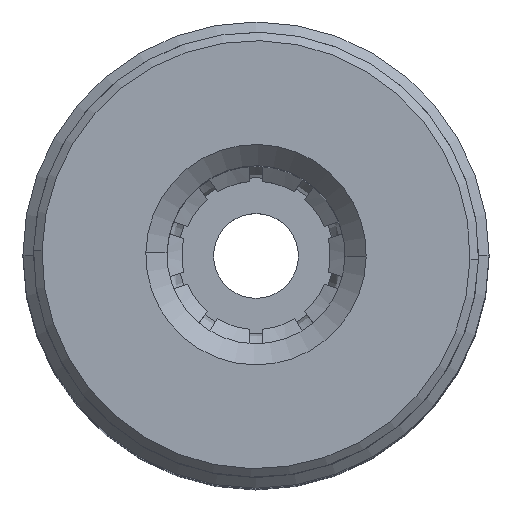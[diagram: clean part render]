
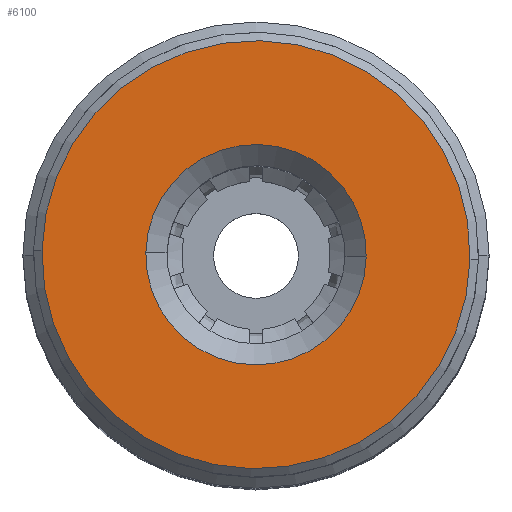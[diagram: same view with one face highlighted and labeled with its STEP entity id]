
A CAD part, top view. The second image highlights one B-rep face of the part: STEP entity #6100.
In plain terms, the highlighted planar face has unit normal (0, 0, 1).
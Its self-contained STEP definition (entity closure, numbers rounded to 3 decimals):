
#585 = CARTESIAN_POINT ( 'NONE',  ( 5.177, 6.68, 16.324 ) ) ;
#628 = CIRCLE ( 'NONE', #12488, 5.05 ) ;
#1315 = CARTESIAN_POINT ( 'NONE',  ( 5.177, 6.68, 16.324 ) ) ;
#1909 = AXIS2_PLACEMENT_3D ( 'NONE', #1315, #16197, #3429 ) ;
#2709 = DIRECTION ( 'NONE',  ( -1., 0.021, 0. ) ) ;
#3347 = PLANE ( 'NONE',  #1909 ) ;
#3429 = DIRECTION ( 'NONE',  ( -1., 0.021, 0. ) ) ;
#3805 = CARTESIAN_POINT ( 'NONE',  ( 2.577, 6.734, 16.324 ) ) ;
#3853 = ORIENTED_EDGE ( 'NONE', *, *, #12245, .T. ) ;
#4576 = VERTEX_POINT ( 'NONE', #10575 ) ;
#5681 = EDGE_CURVE ( 'NONE', #6247, #4576, #17747, .T. ) ;
#5715 = CARTESIAN_POINT ( 'NONE',  ( 5.177, 6.68, 16.324 ) ) ;
#6100 = ADVANCED_FACE ( 'NONE', ( #23981, #12088 ), #3347, .T. ) ;
#6247 = VERTEX_POINT ( 'NONE', #3805 ) ;
#6518 = CARTESIAN_POINT ( 'NONE',  ( 0.128, 6.786, 16.324 ) ) ;
#7239 = ORIENTED_EDGE ( 'NONE', *, *, #5681, .T. ) ;
#7782 = AXIS2_PLACEMENT_3D ( 'NONE', #8321, #23159, #10447 ) ;
#7865 = DIRECTION ( 'NONE',  ( -1., 0.021, 0. ) ) ;
#8321 = CARTESIAN_POINT ( 'NONE',  ( 5.177, 6.68, 16.324 ) ) ;
#10010 = VERTEX_POINT ( 'NONE', #12294 ) ;
#10447 = DIRECTION ( 'NONE',  ( -1., 0.021, 0. ) ) ;
#10575 = CARTESIAN_POINT ( 'NONE',  ( 7.776, 6.626, 16.324 ) ) ;
#10576 = ORIENTED_EDGE ( 'NONE', *, *, #18847, .T. ) ;
#11431 = EDGE_CURVE ( 'NONE', #10010, #18087, #19723, .T. ) ;
#11802 = CARTESIAN_POINT ( 'NONE',  ( 5.177, 6.68, 16.324 ) ) ;
#12088 = FACE_OUTER_BOUND ( 'NONE', #23475, .T. ) ;
#12245 = EDGE_CURVE ( 'NONE', #18087, #10010, #628, .T. ) ;
#12294 = CARTESIAN_POINT ( 'NONE',  ( 10.226, 6.574, 16.324 ) ) ;
#12488 = AXIS2_PLACEMENT_3D ( 'NONE', #585, #15462, #2709 ) ;
#12829 = EDGE_LOOP ( 'NONE', ( #7239, #10576 ) ) ;
#13944 = DIRECTION ( 'NONE',  ( -1., 0.021, 0. ) ) ;
#15462 = DIRECTION ( 'NONE',  ( 0., 0., 1. ) ) ;
#16197 = DIRECTION ( 'NONE',  ( 0., 0., 1. ) ) ;
#17059 = AXIS2_PLACEMENT_3D ( 'NONE', #5715, #20566, #7865 ) ;
#17543 = ORIENTED_EDGE ( 'NONE', *, *, #11431, .T. ) ;
#17747 = CIRCLE ( 'NONE', #7782, 2.6 ) ;
#18067 = AXIS2_PLACEMENT_3D ( 'NONE', #11802, #26572, #13944 ) ;
#18087 = VERTEX_POINT ( 'NONE', #6518 ) ;
#18847 = EDGE_CURVE ( 'NONE', #4576, #6247, #26761, .T. ) ;
#19723 = CIRCLE ( 'NONE', #17059, 5.05 ) ;
#20566 = DIRECTION ( 'NONE',  ( 0., 0., 1. ) ) ;
#23159 = DIRECTION ( 'NONE',  ( 0., 0., -1. ) ) ;
#23475 = EDGE_LOOP ( 'NONE', ( #17543, #3853 ) ) ;
#23981 = FACE_BOUND ( 'NONE', #12829, .T. ) ;
#26572 = DIRECTION ( 'NONE',  ( 0., 0., -1. ) ) ;
#26761 = CIRCLE ( 'NONE', #18067, 2.6 ) ;
